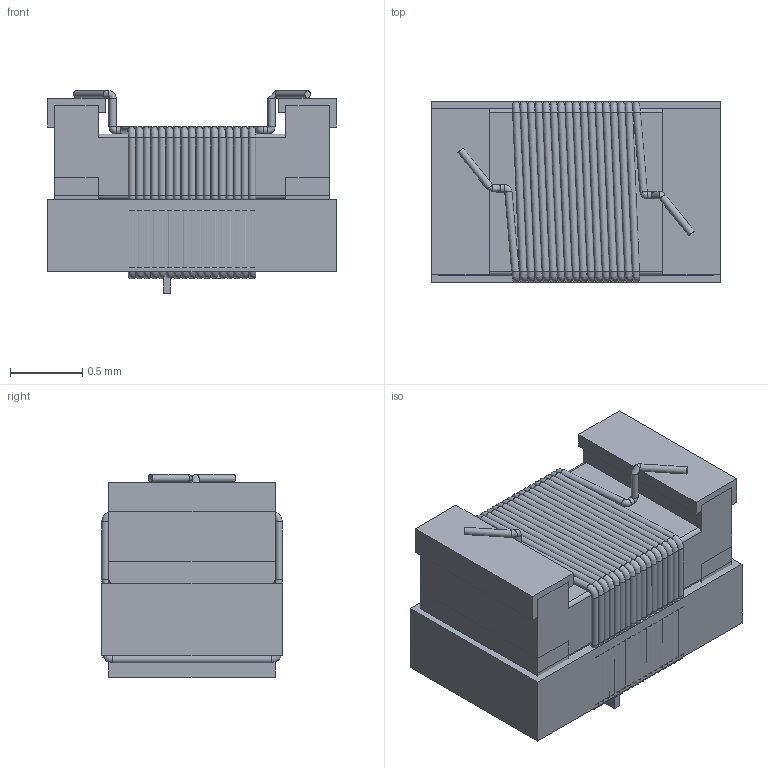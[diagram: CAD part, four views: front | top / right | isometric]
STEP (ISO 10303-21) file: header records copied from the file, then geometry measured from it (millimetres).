
FILE_DESCRIPTION( ( 'Unknown' ), '1' );
FILE_NAME( '744760247A.stp', 'Unknown', ( 'Unknown' ), ( 'Unknown' ), 'XStep 1.0', 'Unknown', ' ' );
FILE_SCHEMA( ( 'automotive_design' ) );
Length unit declared in the file: millimetre
Products named in the file (5): Assem1; Grundplatte; Kern; Pin
Bounding box: 2 x 1.25 x 1.4 mm (x, y, z)
Surface area: 55.8 mm2
Topology: 9 solids, 9 shells, 454 faces, 984 edges, 556 vertices
Faces by surface type: cylinder 158, plane 138, torus 84, bspline 68, extrusion 6
Full cylindrical faces by diameter (mm): 0.05 x150
Entity records: 8747 total; most frequent: CARTESIAN_POINT 4289, DIRECTION 804, ORIENTED_EDGE 658, EDGE_LOOP 377, FACE_OUTER_BOUND 373, AXIS2_PLACEMENT_3D 351, EDGE_CURVE 329, VERTEX_POINT 270
